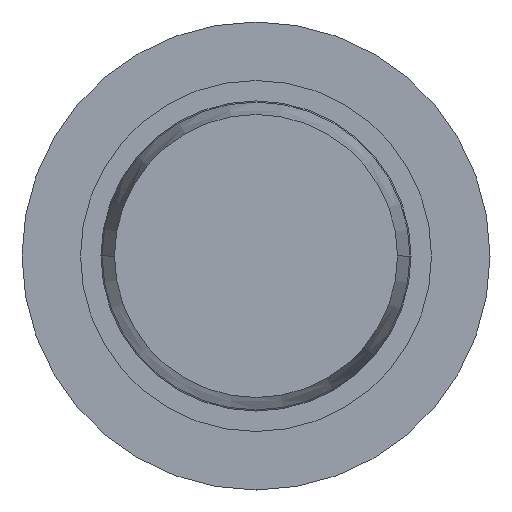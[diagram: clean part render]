
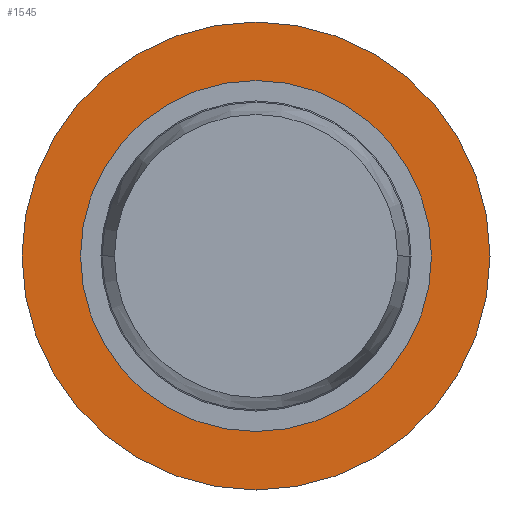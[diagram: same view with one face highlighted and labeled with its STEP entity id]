
A CAD part, front view. The second image highlights one B-rep face of the part: STEP entity #1545.
In plain terms, the highlighted planar face has unit normal (0, -1, 0).
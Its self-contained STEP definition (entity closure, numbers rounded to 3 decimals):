
#135 = DIRECTION ( 'NONE',  ( 0., 1., 0. ) ) ;
#459 = DIRECTION ( 'NONE',  ( 0., 1., 0. ) ) ;
#489 = CARTESIAN_POINT ( 'NONE',  ( 0., 5.3, 2. ) ) ;
#501 = DIRECTION ( 'NONE',  ( 0., 0., 1. ) ) ;
#720 = CIRCLE ( 'NONE', #1202, 2. ) ;
#821 = DIRECTION ( 'NONE',  ( 0., 0., 1. ) ) ;
#902 = VERTEX_POINT ( 'NONE', #4117 ) ;
#1202 = AXIS2_PLACEMENT_3D ( 'NONE', #3058, #459, #821 ) ;
#1277 = EDGE_CURVE ( 'Defeature ausgef�hrt1_14+Defeature ausgef�hrt1_13+Defeature ausgef�hrt1_13+Defeature ausgef�hrt1_13', #3179, #1349, #4517, .T. ) ;
#1349 = VERTEX_POINT ( 'NONE', #1407 ) ;
#1350 = DIRECTION ( 'NONE',  ( 0., 0., 1. ) ) ;
#1407 = CARTESIAN_POINT ( 'NONE',  ( 0., 5.3, 0.9 ) ) ;
#1545 = ADVANCED_FACE ( 'Defeature ausgef�hrt1_14', ( #3788, #2840 ), #2691, .F. ) ;
#1580 = ORIENTED_EDGE ( 'NONE', *, *, #2582, .T. ) ;
#1618 = AXIS2_PLACEMENT_3D ( 'NONE', #4809, #2135, #3658 ) ;
#1683 = EDGE_LOOP ( 'NONE', ( #1580, #2165 ) ) ;
#1696 = EDGE_CURVE ( 'Defeature ausgef�hrt1_15+Defeature ausgef�hrt1_14+Defeature ausgef�hrt1_14+Defeature ausgef�hrt1_14', #3902, #902, #1967, .T. ) ;
#1839 = EDGE_LOOP ( 'NONE', ( #4603, #3063 ) ) ;
#1967 = CIRCLE ( 'NONE', #2714, 2. ) ;
#2135 = DIRECTION ( 'NONE',  ( 0., 1., 0. ) ) ;
#2165 = ORIENTED_EDGE ( 'NONE', *, *, #1277, .T. ) ;
#2214 = AXIS2_PLACEMENT_3D ( 'NONE', #2351, #135, #501 ) ;
#2351 = CARTESIAN_POINT ( 'NONE',  ( 2., 5.3, 0. ) ) ;
#2582 = EDGE_CURVE ( 'Defeature ausgef�hrt1_14+Defeature ausgef�hrt1_13+Defeature ausgef�hrt1_13+Defeature ausgef�hrt1_13', #1349, #3179, #3420, .T. ) ;
#2691 = PLANE ( 'NONE',  #2214 ) ;
#2714 = AXIS2_PLACEMENT_3D ( 'NONE', #4054, #3665, #4500 ) ;
#2840 = FACE_BOUND ( 'NONE', #1683, .T. ) ;
#3030 = EDGE_CURVE ( 'Defeature ausgef�hrt1_15+Defeature ausgef�hrt1_14+Defeature ausgef�hrt1_14+Defeature ausgef�hrt1_14', #902, #3902, #720, .T. ) ;
#3058 = CARTESIAN_POINT ( 'NONE',  ( 0., 5.3, 0. ) ) ;
#3063 = ORIENTED_EDGE ( 'NONE', *, *, #3030, .F. ) ;
#3099 = AXIS2_PLACEMENT_3D ( 'NONE', #3572, #4752, #1350 ) ;
#3179 = VERTEX_POINT ( 'NONE', #4285 ) ;
#3420 = CIRCLE ( 'NONE', #3099, 0.9 ) ;
#3572 = CARTESIAN_POINT ( 'NONE',  ( 0., 5.3, 0. ) ) ;
#3658 = DIRECTION ( 'NONE',  ( 0., 0., 1. ) ) ;
#3665 = DIRECTION ( 'NONE',  ( 0., 1., 0. ) ) ;
#3788 = FACE_OUTER_BOUND ( 'NONE', #1839, .T. ) ;
#3902 = VERTEX_POINT ( 'NONE', #489 ) ;
#4054 = CARTESIAN_POINT ( 'NONE',  ( 0., 5.3, 0. ) ) ;
#4117 = CARTESIAN_POINT ( 'NONE',  ( 0., 5.3, -2. ) ) ;
#4285 = CARTESIAN_POINT ( 'NONE',  ( 0., 5.3, -0.9 ) ) ;
#4500 = DIRECTION ( 'NONE',  ( 0., 0., 1. ) ) ;
#4517 = CIRCLE ( 'NONE', #1618, 0.9 ) ;
#4603 = ORIENTED_EDGE ( 'NONE', *, *, #1696, .F. ) ;
#4752 = DIRECTION ( 'NONE',  ( 0., 1., 0. ) ) ;
#4809 = CARTESIAN_POINT ( 'NONE',  ( 0., 5.3, 0. ) ) ;
